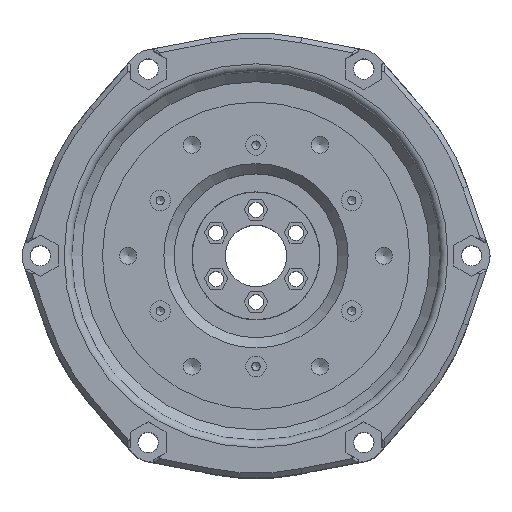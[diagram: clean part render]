
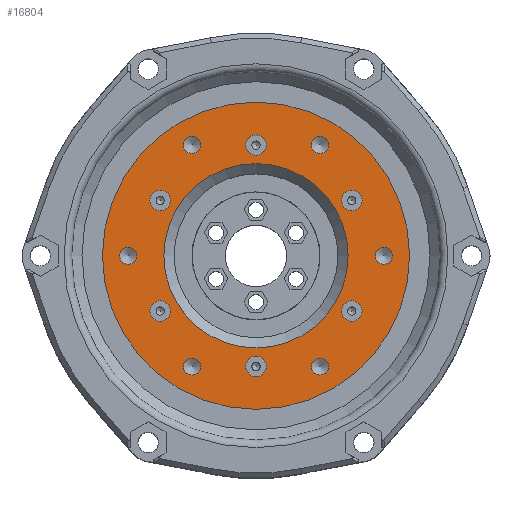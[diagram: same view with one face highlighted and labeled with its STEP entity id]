
A CAD part, top view. The second image highlights one B-rep face of the part: STEP entity #16804.
In plain terms, the highlighted planar face has unit normal (0, 0, 1).
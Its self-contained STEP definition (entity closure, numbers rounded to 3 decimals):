
#650=FACE_BOUND('',#3481,.T.);
#651=FACE_BOUND('',#3482,.T.);
#652=FACE_BOUND('',#3483,.T.);
#653=FACE_BOUND('',#3484,.T.);
#654=FACE_BOUND('',#3485,.T.);
#655=FACE_BOUND('',#3486,.T.);
#656=FACE_BOUND('',#3487,.T.);
#657=FACE_BOUND('',#3488,.T.);
#658=FACE_BOUND('',#3489,.T.);
#659=FACE_BOUND('',#3490,.T.);
#660=FACE_BOUND('',#3491,.T.);
#661=FACE_BOUND('',#3492,.T.);
#662=FACE_BOUND('',#3493,.T.);
#952=PLANE('',#19183);
#2396=FACE_OUTER_BOUND('',#3480,.T.);
#3480=EDGE_LOOP('',(#15782));
#3481=EDGE_LOOP('',(#15783));
#3482=EDGE_LOOP('',(#15784));
#3483=EDGE_LOOP('',(#15785));
#3484=EDGE_LOOP('',(#15786));
#3485=EDGE_LOOP('',(#15787));
#3486=EDGE_LOOP('',(#15788));
#3487=EDGE_LOOP('',(#15789));
#3488=EDGE_LOOP('',(#15790));
#3489=EDGE_LOOP('',(#15791));
#3490=EDGE_LOOP('',(#15792));
#3491=EDGE_LOOP('',(#15793));
#3492=EDGE_LOOP('',(#15794));
#3493=EDGE_LOOP('',(#15795));
#6785=CIRCLE('',#19159,1.666);
#6787=CIRCLE('',#19163,1.666);
#6789=CIRCLE('',#19167,1.666);
#6791=CIRCLE('',#19171,1.666);
#6793=CIRCLE('',#19175,1.666);
#6795=CIRCLE('',#19179,1.666);
#6796=CIRCLE('',#19181,18.);
#6798=CIRCLE('',#19184,30.);
#6799=CIRCLE('',#19185,2.);
#6800=CIRCLE('',#19186,2.);
#6801=CIRCLE('',#19187,2.);
#6802=CIRCLE('',#19188,2.);
#6803=CIRCLE('',#19189,2.);
#6804=CIRCLE('',#19190,2.);
#8406=VERTEX_POINT('',#39725);
#8409=VERTEX_POINT('',#39734);
#8412=VERTEX_POINT('',#39743);
#8415=VERTEX_POINT('',#39752);
#8418=VERTEX_POINT('',#39761);
#8421=VERTEX_POINT('',#39770);
#8422=VERTEX_POINT('',#39774);
#8424=VERTEX_POINT('',#39780);
#8425=VERTEX_POINT('',#39782);
#8426=VERTEX_POINT('',#39784);
#8427=VERTEX_POINT('',#39786);
#8428=VERTEX_POINT('',#39788);
#8429=VERTEX_POINT('',#39790);
#8430=VERTEX_POINT('',#39792);
#10857=EDGE_CURVE('',#8406,#8406,#6785,.T.);
#10861=EDGE_CURVE('',#8409,#8409,#6787,.T.);
#10865=EDGE_CURVE('',#8412,#8412,#6789,.T.);
#10869=EDGE_CURVE('',#8415,#8415,#6791,.T.);
#10873=EDGE_CURVE('',#8418,#8418,#6793,.T.);
#10877=EDGE_CURVE('',#8421,#8421,#6795,.T.);
#10879=EDGE_CURVE('',#8422,#8422,#6796,.T.);
#10882=EDGE_CURVE('',#8424,#8424,#6798,.T.);
#10883=EDGE_CURVE('',#8425,#8425,#6799,.T.);
#10884=EDGE_CURVE('',#8426,#8426,#6800,.T.);
#10885=EDGE_CURVE('',#8427,#8427,#6801,.T.);
#10886=EDGE_CURVE('',#8428,#8428,#6802,.T.);
#10887=EDGE_CURVE('',#8429,#8429,#6803,.T.);
#10888=EDGE_CURVE('',#8430,#8430,#6804,.T.);
#15782=ORIENTED_EDGE('',*,*,#10882,.T.);
#15783=ORIENTED_EDGE('',*,*,#10857,.T.);
#15784=ORIENTED_EDGE('',*,*,#10861,.T.);
#15785=ORIENTED_EDGE('',*,*,#10865,.T.);
#15786=ORIENTED_EDGE('',*,*,#10869,.T.);
#15787=ORIENTED_EDGE('',*,*,#10873,.T.);
#15788=ORIENTED_EDGE('',*,*,#10877,.T.);
#15789=ORIENTED_EDGE('',*,*,#10883,.T.);
#15790=ORIENTED_EDGE('',*,*,#10884,.T.);
#15791=ORIENTED_EDGE('',*,*,#10885,.T.);
#15792=ORIENTED_EDGE('',*,*,#10886,.T.);
#15793=ORIENTED_EDGE('',*,*,#10887,.T.);
#15794=ORIENTED_EDGE('',*,*,#10888,.T.);
#15795=ORIENTED_EDGE('',*,*,#10879,.F.);
#16804=ADVANCED_FACE('',(#2396,#650,#651,#652,#653,#654,#655,#656,#657,
#658,#659,#660,#661,#662),#952,.T.);
#19159=AXIS2_PLACEMENT_3D('',#39726,#24604,#24605);
#19163=AXIS2_PLACEMENT_3D('',#39735,#24614,#24615);
#19167=AXIS2_PLACEMENT_3D('',#39744,#24624,#24625);
#19171=AXIS2_PLACEMENT_3D('',#39753,#24634,#24635);
#19175=AXIS2_PLACEMENT_3D('',#39762,#24644,#24645);
#19179=AXIS2_PLACEMENT_3D('',#39771,#24654,#24655);
#19181=AXIS2_PLACEMENT_3D('',#39775,#24659,#24660);
#19183=AXIS2_PLACEMENT_3D('',#39779,#24664,#24665);
#19184=AXIS2_PLACEMENT_3D('',#39781,#24666,#24667);
#19185=AXIS2_PLACEMENT_3D('',#39783,#24668,#24669);
#19186=AXIS2_PLACEMENT_3D('',#39785,#24670,#24671);
#19187=AXIS2_PLACEMENT_3D('',#39787,#24672,#24673);
#19188=AXIS2_PLACEMENT_3D('',#39789,#24674,#24675);
#19189=AXIS2_PLACEMENT_3D('',#39791,#24676,#24677);
#19190=AXIS2_PLACEMENT_3D('',#39793,#24678,#24679);
#24604=DIRECTION('center_axis',(0.,0.,-1.));
#24605=DIRECTION('ref_axis',(1.,0.,0.));
#24614=DIRECTION('center_axis',(0.,0.,-1.));
#24615=DIRECTION('ref_axis',(1.,0.,0.));
#24624=DIRECTION('center_axis',(0.,0.,-1.));
#24625=DIRECTION('ref_axis',(1.,0.,0.));
#24634=DIRECTION('center_axis',(0.,0.,-1.));
#24635=DIRECTION('ref_axis',(1.,0.,0.));
#24644=DIRECTION('center_axis',(0.,0.,-1.));
#24645=DIRECTION('ref_axis',(1.,0.,0.));
#24654=DIRECTION('center_axis',(0.,0.,-1.));
#24655=DIRECTION('ref_axis',(1.,0.,0.));
#24659=DIRECTION('center_axis',(0.,0.,1.));
#24660=DIRECTION('ref_axis',(-1.,0.,0.));
#24664=DIRECTION('center_axis',(0.,0.,1.));
#24665=DIRECTION('ref_axis',(-1.,0.,0.));
#24666=DIRECTION('center_axis',(0.,0.,1.));
#24667=DIRECTION('ref_axis',(-1.,0.,0.));
#24668=DIRECTION('center_axis',(0.,0.,-1.));
#24669=DIRECTION('ref_axis',(-1.,0.,0.));
#24670=DIRECTION('center_axis',(0.,0.,-1.));
#24671=DIRECTION('ref_axis',(-1.,0.,0.));
#24672=DIRECTION('center_axis',(0.,0.,-1.));
#24673=DIRECTION('ref_axis',(-1.,0.,0.));
#24674=DIRECTION('center_axis',(0.,0.,-1.));
#24675=DIRECTION('ref_axis',(-1.,0.,0.));
#24676=DIRECTION('center_axis',(0.,0.,-1.));
#24677=DIRECTION('ref_axis',(-1.,0.,0.));
#24678=DIRECTION('center_axis',(0.,0.,-1.));
#24679=DIRECTION('ref_axis',(-1.,0.,0.));
#39725=CARTESIAN_POINT('',(10.834,-21.651,31.5));
#39726=CARTESIAN_POINT('Origin',(12.5,-21.651,31.5));
#39734=CARTESIAN_POINT('',(10.834,21.651,31.5));
#39735=CARTESIAN_POINT('Origin',(12.5,21.651,31.5));
#39743=CARTESIAN_POINT('',(-26.666,0.,31.5));
#39744=CARTESIAN_POINT('Origin',(-25.,0.,31.5));
#39752=CARTESIAN_POINT('',(-14.166,21.651,31.5));
#39753=CARTESIAN_POINT('Origin',(-12.5,21.651,31.5));
#39761=CARTESIAN_POINT('',(23.334,0.,31.5));
#39762=CARTESIAN_POINT('Origin',(25.,0.,31.5));
#39770=CARTESIAN_POINT('',(-14.166,-21.651,31.5));
#39771=CARTESIAN_POINT('Origin',(-12.5,-21.651,31.5));
#39774=CARTESIAN_POINT('',(18.,0.,31.5));
#39775=CARTESIAN_POINT('Origin',(0.,0.,31.5));
#39779=CARTESIAN_POINT('Origin',(0.,0.,31.5));
#39780=CARTESIAN_POINT('',(30.,0.,31.5));
#39781=CARTESIAN_POINT('Origin',(0.,0.,31.5));
#39782=CARTESIAN_POINT('',(2.,-21.615,31.5));
#39783=CARTESIAN_POINT('Origin',(0.,-21.615,
31.5));
#39784=CARTESIAN_POINT('',(20.719,10.807,31.5));
#39785=CARTESIAN_POINT('Origin',(18.719,10.807,31.5));
#39786=CARTESIAN_POINT('',(2.,21.615,31.5));
#39787=CARTESIAN_POINT('Origin',(0.,21.615,
31.5));
#39788=CARTESIAN_POINT('',(20.719,-10.807,31.5));
#39789=CARTESIAN_POINT('Origin',(18.719,-10.807,31.5));
#39790=CARTESIAN_POINT('',(-16.719,10.807,31.5));
#39791=CARTESIAN_POINT('Origin',(-18.719,10.807,31.5));
#39792=CARTESIAN_POINT('',(-16.719,-10.807,31.5));
#39793=CARTESIAN_POINT('Origin',(-18.719,-10.807,31.5));
